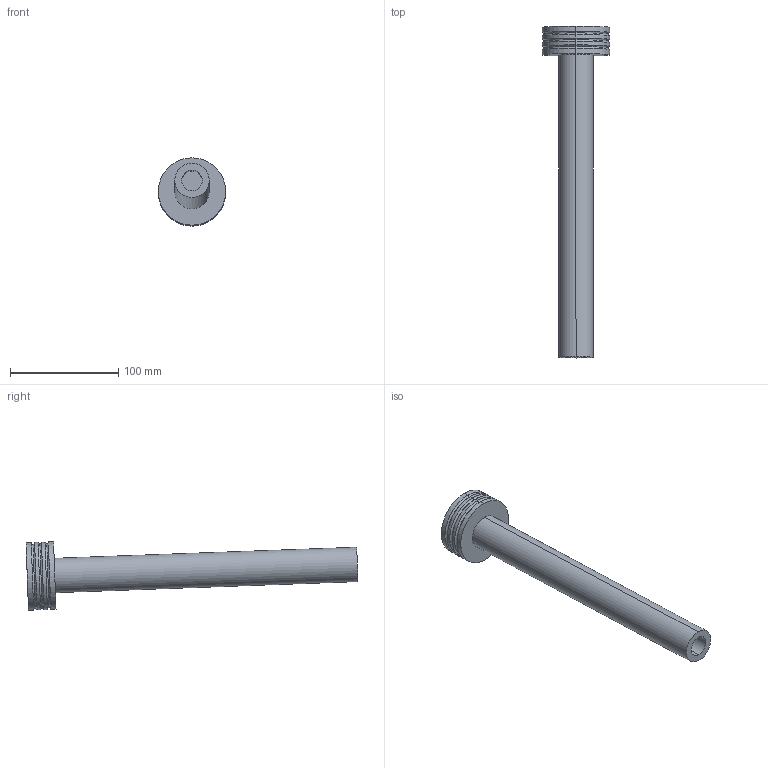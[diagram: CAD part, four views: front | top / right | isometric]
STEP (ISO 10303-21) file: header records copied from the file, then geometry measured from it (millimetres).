
FILE_DESCRIPTION (( 'STEP AP203' ), '1' );
FILE_NAME ('LeftToothbarActRod_Primary.STEP', '2023-07-27T05:56:57', ( '' ), ( '' ), 'SwSTEP 2.0', 'SolidWorks 2021', '' );
FILE_SCHEMA (( 'CONFIG_CONTROL_DESIGN' ));
Length unit declared in the file: centimetre
Products named in the file (5): Grapple Cylinder _1_; Part 6-2; Grapple Rake _1_; Lift Arm _1_; LeftToothbarActRod_Primary
Assembly tree (4 placements, depth 5):
  LeftToothbarActRod_Primary
    Lift Arm _1_
      Grapple Rake _1_
        Grapple Cylinder _1_
          Part 6-2
Bounding box: 62.23 x 306.31 x 63.12 mm (x, y, z)
Volume: 288952.8 mm3; surface area: 41405.7 mm2
Topology: 1 solids, 1 shells, 28 faces, 54 edges, 30 vertices
Faces by surface type: torus 12, cylinder 12, plane 4
Entity records: 1251 total; most frequent: DIRECTION 172, CARTESIAN_POINT 122, ORIENTED_EDGE 108, AXIS2_PLACEMENT_3D 80, EDGE_CURVE 54, PERSON_AND_ORGANIZATION 44, CIRCLE 42, COORDINATED_UNIVERSAL_TIME_OFFSET 33
